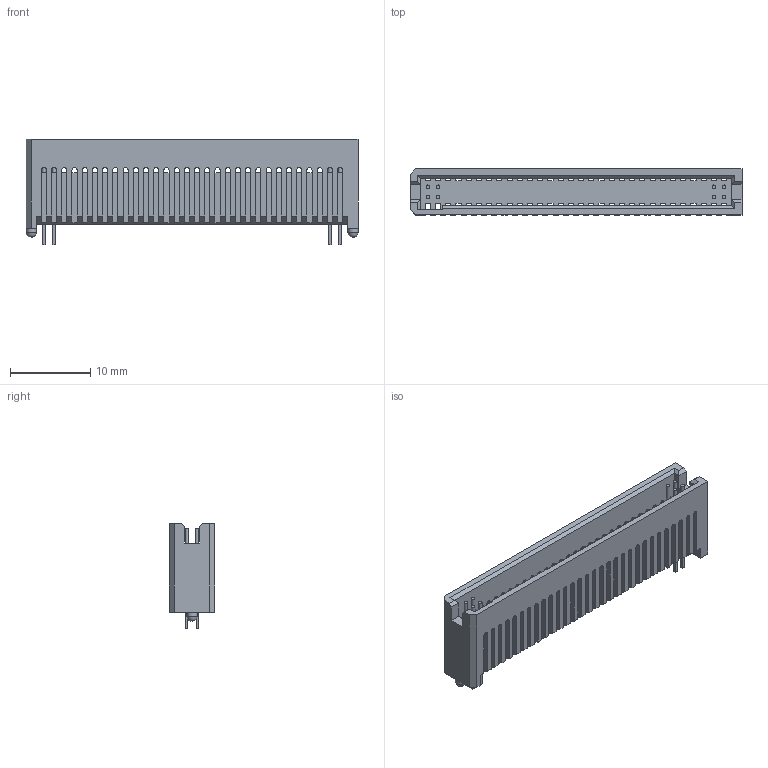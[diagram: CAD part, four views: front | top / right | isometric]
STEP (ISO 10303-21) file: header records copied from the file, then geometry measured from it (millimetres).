
FILE_DESCRIPTION(/* description */ (''),/* implementation_level */ '2;1');
FILE_NAME(/* name */ 'SAMTEC_TFM-130-31-L-D-A.stp',/* time_stamp */ '2017-09-05T10:33:19+02:00',/* author */ ('riccim'),/* organization */ ('SolidWorks'),/* preprocessor_version */ 'ST-DEVELOPER v16.5',/* originating_system */ 'AutoCAD Mechanical',/* authorisation */ ' ');
FILE_SCHEMA (('AUTOMOTIVE_DESIGN { 1 0 10303 214 3 1 1 }'));
Length unit declared in the file: millimetre
Products named in the file (1): Product
Bounding box: 41.27 x 5.71 x 13.08 mm (x, y, z)
Volume: 1511.2 mm3; surface area: 2937.8 mm2
Topology: 17 solids, 17 shells, 356 faces, 1320 edges, 876 vertices
Faces by surface type: plane 284, cylinder 70, sphere 2
Full cylindrical faces by diameter (mm): 0.457 x8, 1.27 x2
Entity records: 13975 total; most frequent: ORIENTED_EDGE 2606, CARTESIAN_POINT 2531, DIRECTION 2159, EDGE_CURVE 1303, LINE 1161, VECTOR 1161, VERTEX_POINT 871, AXIS2_PLACEMENT_3D 499
